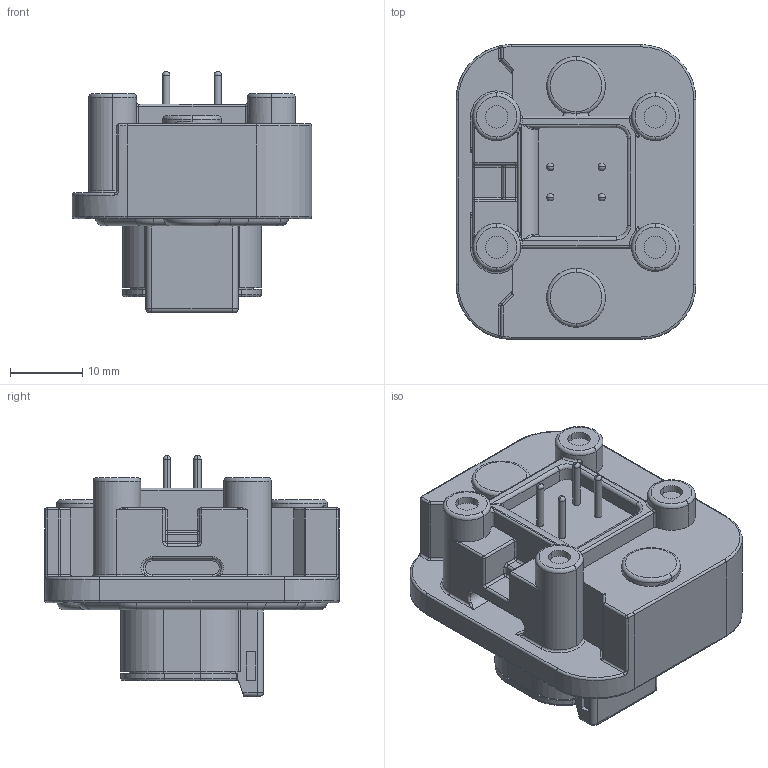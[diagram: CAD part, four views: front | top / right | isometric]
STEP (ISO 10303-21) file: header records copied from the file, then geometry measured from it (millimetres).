
FILE_DESCRIPTION((''),'2;1');
FILE_NAME('PL000633-04-ST-01','2018-08-09T',('peter.yang'),(''),'PRO/ENGINEER BY PARAMETRIC TECHNOLOGY CORPORATION, 2016360','PRO/ENGINEER BY PARAMETRIC TECHNOLOGY CORPORATION, 2016360','');
FILE_SCHEMA(('CONFIG_CONTROL_DESIGN'));
Length unit declared in the file: millimetre
Products named in the file (1): PL000633-04-ST-01
Bounding box: 33.1 x 40.66 x 33.25 mm (x, y, z)
Volume: 16854.9 mm3; surface area: 7606 mm2
Topology: 1 solids, 4 shells, 639 faces, 1614 edges, 994 vertices
Faces by surface type: plane 208, cylinder 204, torus 72, bspline 54, extrusion 49, sphere 26, cone 26
Entity records: 21903 total; most frequent: CARTESIAN_POINT 6970, ORIENTED_EDGE 3196, DIRECTION 2984, EDGE_CURVE 1598, AXIS2_PLACEMENT_3D 1094, VERTEX_POINT 994, VECTOR 796, LINE 747
